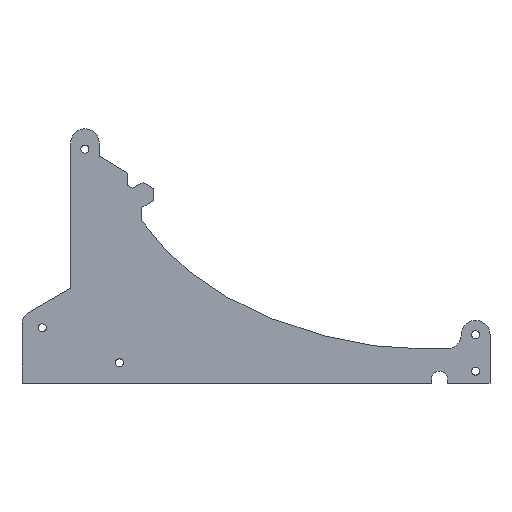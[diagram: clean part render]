
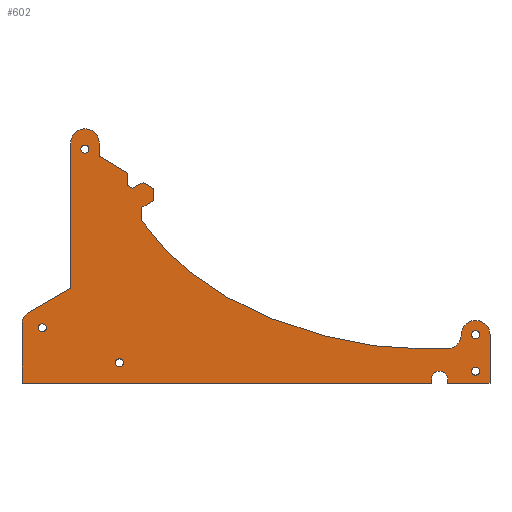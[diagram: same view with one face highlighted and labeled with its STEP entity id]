
A CAD part, top view. The second image highlights one B-rep face of the part: STEP entity #602.
In plain terms, the highlighted planar face has unit normal (0, 0, 1).
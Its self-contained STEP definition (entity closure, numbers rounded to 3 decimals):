
#16=FACE_BOUND('',#83,.T.);
#17=FACE_BOUND('',#84,.T.);
#18=FACE_BOUND('',#85,.T.);
#19=FACE_BOUND('',#86,.T.);
#20=FACE_BOUND('',#87,.T.);
#26=B_SPLINE_CURVE_WITH_KNOTS('',4,(#901,#902,#903,#904,#905),
 .UNSPECIFIED.,.F.,.F.,(5,5),(0.,0.957),.UNSPECIFIED.);
#30=PLANE('',#655);
#51=FACE_OUTER_BOUND('',#82,.T.);
#82=EDGE_LOOP('',(#427,#428,#429,#430,#431,#432,#433,#434,#435,#436,#437,
#438,#439,#440,#441,#442,#443,#444,#445,#446,#447,#448,#449,#450));
#83=EDGE_LOOP('',(#451));
#84=EDGE_LOOP('',(#452));
#85=EDGE_LOOP('',(#453));
#86=EDGE_LOOP('',(#454));
#87=EDGE_LOOP('',(#455));
#122=LINE('',#879,#187);
#125=LINE('',#885,#190);
#128=LINE('',#891,#193);
#129=LINE('',#893,#194);
#130=LINE('',#899,#195);
#131=LINE('',#907,#196);
#132=LINE('',#909,#197);
#133=LINE('',#911,#198);
#134=LINE('',#913,#199);
#135=LINE('',#915,#200);
#136=LINE('',#917,#201);
#137=LINE('',#919,#202);
#138=LINE('',#921,#203);
#139=LINE('',#923,#204);
#140=LINE('',#927,#205);
#141=LINE('',#929,#206);
#142=LINE('',#933,#207);
#143=LINE('',#934,#208);
#187=VECTOR('',#712,10.);
#190=VECTOR('',#717,10.);
#193=VECTOR('',#722,10.);
#194=VECTOR('',#723,10.);
#195=VECTOR('',#728,10.);
#196=VECTOR('',#729,10.);
#197=VECTOR('',#730,10.);
#198=VECTOR('',#731,10.);
#199=VECTOR('',#732,10.);
#200=VECTOR('',#733,10.);
#201=VECTOR('',#734,10.);
#202=VECTOR('',#735,10.);
#203=VECTOR('',#736,10.);
#204=VECTOR('',#737,10.);
#205=VECTOR('',#740,10.);
#206=VECTOR('',#741,10.);
#207=VECTOR('',#744,10.);
#208=VECTOR('',#745,10.);
#250=CIRCLE('',#651,4.);
#252=CIRCLE('',#656,7.1);
#253=CIRCLE('',#657,6.83);
#254=CIRCLE('',#658,7.);
#255=CIRCLE('',#659,7.1);
#256=CIRCLE('',#660,2.);
#257=CIRCLE('',#661,2.);
#258=CIRCLE('',#662,2.);
#259=CIRCLE('',#663,2.);
#260=CIRCLE('',#664,2.);
#270=VERTEX_POINT('',#869);
#271=VERTEX_POINT('',#870);
#274=VERTEX_POINT('',#878);
#276=VERTEX_POINT('',#884);
#278=VERTEX_POINT('',#890);
#279=VERTEX_POINT('',#892);
#280=VERTEX_POINT('',#894);
#281=VERTEX_POINT('',#896);
#282=VERTEX_POINT('',#898);
#283=VERTEX_POINT('',#900);
#284=VERTEX_POINT('',#906);
#285=VERTEX_POINT('',#908);
#286=VERTEX_POINT('',#910);
#287=VERTEX_POINT('',#912);
#288=VERTEX_POINT('',#914);
#289=VERTEX_POINT('',#916);
#290=VERTEX_POINT('',#918);
#291=VERTEX_POINT('',#920);
#292=VERTEX_POINT('',#922);
#293=VERTEX_POINT('',#924);
#294=VERTEX_POINT('',#926);
#295=VERTEX_POINT('',#928);
#296=VERTEX_POINT('',#930);
#297=VERTEX_POINT('',#932);
#298=VERTEX_POINT('',#935);
#299=VERTEX_POINT('',#937);
#300=VERTEX_POINT('',#939);
#301=VERTEX_POINT('',#941);
#302=VERTEX_POINT('',#943);
#328=EDGE_CURVE('',#270,#271,#250,.T.);
#332=EDGE_CURVE('',#271,#274,#122,.T.);
#335=EDGE_CURVE('',#276,#270,#125,.T.);
#338=EDGE_CURVE('',#274,#278,#128,.T.);
#339=EDGE_CURVE('',#278,#279,#129,.T.);
#340=EDGE_CURVE('',#279,#280,#252,.T.);
#341=EDGE_CURVE('',#280,#281,#253,.T.);
#342=EDGE_CURVE('',#281,#282,#130,.T.);
#343=EDGE_CURVE('',#282,#283,#26,.T.);
#344=EDGE_CURVE('',#283,#284,#131,.T.);
#345=EDGE_CURVE('',#284,#285,#132,.T.);
#346=EDGE_CURVE('',#285,#286,#133,.T.);
#347=EDGE_CURVE('',#286,#287,#134,.T.);
#348=EDGE_CURVE('',#287,#288,#135,.T.);
#349=EDGE_CURVE('',#288,#289,#136,.T.);
#350=EDGE_CURVE('',#289,#290,#137,.T.);
#351=EDGE_CURVE('',#290,#291,#138,.T.);
#352=EDGE_CURVE('',#291,#292,#139,.T.);
#353=EDGE_CURVE('',#292,#293,#254,.T.);
#354=EDGE_CURVE('',#293,#294,#140,.T.);
#355=EDGE_CURVE('',#294,#295,#141,.T.);
#356=EDGE_CURVE('',#295,#296,#255,.T.);
#357=EDGE_CURVE('',#296,#297,#142,.T.);
#358=EDGE_CURVE('',#297,#276,#143,.T.);
#359=EDGE_CURVE('',#298,#298,#256,.T.);
#360=EDGE_CURVE('',#299,#299,#257,.T.);
#361=EDGE_CURVE('',#300,#300,#258,.T.);
#362=EDGE_CURVE('',#301,#301,#259,.T.);
#363=EDGE_CURVE('',#302,#302,#260,.T.);
#427=ORIENTED_EDGE('',*,*,#335,.T.);
#428=ORIENTED_EDGE('',*,*,#328,.T.);
#429=ORIENTED_EDGE('',*,*,#332,.T.);
#430=ORIENTED_EDGE('',*,*,#338,.T.);
#431=ORIENTED_EDGE('',*,*,#339,.T.);
#432=ORIENTED_EDGE('',*,*,#340,.T.);
#433=ORIENTED_EDGE('',*,*,#341,.T.);
#434=ORIENTED_EDGE('',*,*,#342,.T.);
#435=ORIENTED_EDGE('',*,*,#343,.T.);
#436=ORIENTED_EDGE('',*,*,#344,.T.);
#437=ORIENTED_EDGE('',*,*,#345,.T.);
#438=ORIENTED_EDGE('',*,*,#346,.T.);
#439=ORIENTED_EDGE('',*,*,#347,.T.);
#440=ORIENTED_EDGE('',*,*,#348,.T.);
#441=ORIENTED_EDGE('',*,*,#349,.T.);
#442=ORIENTED_EDGE('',*,*,#350,.T.);
#443=ORIENTED_EDGE('',*,*,#351,.T.);
#444=ORIENTED_EDGE('',*,*,#352,.T.);
#445=ORIENTED_EDGE('',*,*,#353,.T.);
#446=ORIENTED_EDGE('',*,*,#354,.T.);
#447=ORIENTED_EDGE('',*,*,#355,.T.);
#448=ORIENTED_EDGE('',*,*,#356,.T.);
#449=ORIENTED_EDGE('',*,*,#357,.T.);
#450=ORIENTED_EDGE('',*,*,#358,.T.);
#451=ORIENTED_EDGE('',*,*,#359,.T.);
#452=ORIENTED_EDGE('',*,*,#360,.T.);
#453=ORIENTED_EDGE('',*,*,#361,.T.);
#454=ORIENTED_EDGE('',*,*,#362,.T.);
#455=ORIENTED_EDGE('',*,*,#363,.T.);
#602=ADVANCED_FACE('',(#51,#16,#17,#18,#19,#20),#30,.T.);
#651=AXIS2_PLACEMENT_3D('',#871,#704,#705);
#655=AXIS2_PLACEMENT_3D('',#889,#720,#721);
#656=AXIS2_PLACEMENT_3D('',#895,#724,#725);
#657=AXIS2_PLACEMENT_3D('',#897,#726,#727);
#658=AXIS2_PLACEMENT_3D('',#925,#738,#739);
#659=AXIS2_PLACEMENT_3D('',#931,#742,#743);
#660=AXIS2_PLACEMENT_3D('',#936,#746,#747);
#661=AXIS2_PLACEMENT_3D('',#938,#748,#749);
#662=AXIS2_PLACEMENT_3D('',#940,#750,#751);
#663=AXIS2_PLACEMENT_3D('',#942,#752,#753);
#664=AXIS2_PLACEMENT_3D('',#944,#754,#755);
#704=DIRECTION('center_axis',(0.,0.,-1.));
#705=DIRECTION('ref_axis',(-1.,0.,0.));
#712=DIRECTION('',(0.,-1.,0.));
#717=DIRECTION('',(0.,1.,0.));
#720=DIRECTION('center_axis',(0.,0.,1.));
#721=DIRECTION('ref_axis',(1.,0.,0.));
#722=DIRECTION('',(1.,0.,0.));
#723=DIRECTION('',(0.,1.,0.));
#724=DIRECTION('center_axis',(0.,0.,1.));
#725=DIRECTION('ref_axis',(1.,0.,0.));
#726=DIRECTION('center_axis',(0.,0.,-1.));
#727=DIRECTION('ref_axis',(0.,1.,0.));
#728=DIRECTION('',(-1.,0.,0.));
#729=DIRECTION('',(0.,1.,0.));
#730=DIRECTION('',(0.866,0.5,0.));
#731=DIRECTION('',(0.,1.,0.));
#732=DIRECTION('',(-0.858,0.513,0.));
#733=DIRECTION('',(-0.874,-0.486,0.));
#734=DIRECTION('',(-0.858,0.513,0.));
#735=DIRECTION('',(0.016,1.,0.));
#736=DIRECTION('',(-0.858,0.513,0.));
#737=DIRECTION('',(0.,1.,0.));
#738=DIRECTION('center_axis',(0.,0.,1.));
#739=DIRECTION('ref_axis',(1.,0.,0.));
#740=DIRECTION('',(0.,-1.,0.));
#741=DIRECTION('',(-0.866,-0.5,0.));
#742=DIRECTION('center_axis',(0.,0.,1.));
#743=DIRECTION('ref_axis',(-0.5,0.866,0.));
#744=DIRECTION('',(0.,-1.,0.));
#745=DIRECTION('',(1.,0.,0.));
#746=DIRECTION('center_axis',(0.,0.,-1.));
#747=DIRECTION('ref_axis',(-1.,0.,0.));
#748=DIRECTION('center_axis',(0.,0.,-1.));
#749=DIRECTION('ref_axis',(-1.,0.,0.));
#750=DIRECTION('center_axis',(0.,0.,-1.));
#751=DIRECTION('ref_axis',(-1.,0.,0.));
#752=DIRECTION('center_axis',(0.,0.,-1.));
#753=DIRECTION('ref_axis',(-1.,0.,0.));
#754=DIRECTION('center_axis',(0.,0.,-1.));
#755=DIRECTION('ref_axis',(-1.,0.,0.));
#869=CARTESIAN_POINT('',(-293.375,-9.843,3.));
#870=CARTESIAN_POINT('',(-285.375,-9.843,3.));
#871=CARTESIAN_POINT('Origin',(-289.375,-9.843,3.));
#878=CARTESIAN_POINT('',(-285.375,-11.843,3.));
#879=CARTESIAN_POINT('',(-285.375,19.482,3.));
#884=CARTESIAN_POINT('',(-293.375,-11.843,3.));
#885=CARTESIAN_POINT('',(-293.375,20.482,3.));
#889=CARTESIAN_POINT('Origin',(-379.815,50.808,3.));
#890=CARTESIAN_POINT('',(-264.55,-11.843,3.));
#891=CARTESIAN_POINT('',(-495.08,-11.843,3.));
#892=CARTESIAN_POINT('',(-264.55,12.,3.));
#893=CARTESIAN_POINT('',(-264.55,-11.843,3.));
#894=CARTESIAN_POINT('',(-278.75,12.,3.));
#895=CARTESIAN_POINT('Origin',(-271.65,12.,3.));
#896=CARTESIAN_POINT('',(-285.58,5.17,3.));
#897=CARTESIAN_POINT('Origin',(-285.58,12.,3.));
#898=CARTESIAN_POINT('',(-300.,5.17,3.));
#899=CARTESIAN_POINT('',(-285.58,5.17,3.));
#900=CARTESIAN_POINT('',(-436.028,68.104,3.));
#901=CARTESIAN_POINT('Ctrl Pts',(-300.,5.17,3.));
#902=CARTESIAN_POINT('Ctrl Pts',(-335.523,4.304,3.));
#903=CARTESIAN_POINT('Ctrl Pts',(-393.385,20.919,3.));
#904=CARTESIAN_POINT('Ctrl Pts',(-417.156,42.412,3.));
#905=CARTESIAN_POINT('Ctrl Pts',(-436.028,68.104,3.));
#906=CARTESIAN_POINT('',(-436.028,74.71,3.));
#907=CARTESIAN_POINT('',(-436.028,68.104,3.));
#908=CARTESIAN_POINT('',(-430.307,78.013,3.));
#909=CARTESIAN_POINT('',(-436.028,74.71,3.));
#910=CARTESIAN_POINT('',(-430.307,83.983,3.));
#911=CARTESIAN_POINT('',(-430.307,78.013,3.));
#912=CARTESIAN_POINT('',(-435.43,87.048,3.));
#913=CARTESIAN_POINT('',(-430.307,83.983,3.));
#914=CARTESIAN_POINT('',(-440.646,84.144,3.));
#915=CARTESIAN_POINT('',(-435.43,87.048,3.));
#916=CARTESIAN_POINT('',(-443.221,85.684,3.));
#917=CARTESIAN_POINT('',(-440.646,84.144,3.));
#918=CARTESIAN_POINT('',(-443.128,91.653,3.));
#919=CARTESIAN_POINT('',(-443.221,85.684,3.));
#920=CARTESIAN_POINT('',(-457.08,100.,3.));
#921=CARTESIAN_POINT('',(-443.128,91.653,3.));
#922=CARTESIAN_POINT('',(-457.08,106.459,3.));
#923=CARTESIAN_POINT('',(-457.08,100.,3.));
#924=CARTESIAN_POINT('',(-471.08,106.459,3.));
#925=CARTESIAN_POINT('Origin',(-464.08,106.459,3.));
#926=CARTESIAN_POINT('',(-471.08,35.,3.));
#927=CARTESIAN_POINT('',(-471.08,106.459,3.));
#928=CARTESIAN_POINT('',(-491.53,23.193,3.));
#929=CARTESIAN_POINT('',(-471.08,35.,3.));
#930=CARTESIAN_POINT('',(-495.08,17.044,3.));
#931=CARTESIAN_POINT('Origin',(-487.98,17.044,3.));
#932=CARTESIAN_POINT('',(-495.08,-11.843,3.));
#933=CARTESIAN_POINT('',(-495.08,17.044,3.));
#934=CARTESIAN_POINT('',(-495.08,-11.843,3.));
#935=CARTESIAN_POINT('',(-269.65,12.,3.));
#936=CARTESIAN_POINT('Origin',(-271.65,12.,3.));
#937=CARTESIAN_POINT('',(-445.08,-1.843,3.));
#938=CARTESIAN_POINT('Origin',(-447.08,-1.843,3.));
#939=CARTESIAN_POINT('',(-483.128,15.398,3.));
#940=CARTESIAN_POINT('Origin',(-485.128,15.398,3.));
#941=CARTESIAN_POINT('',(-462.08,103.459,3.));
#942=CARTESIAN_POINT('Origin',(-464.08,103.459,3.));
#943=CARTESIAN_POINT('',(-269.65,-5.922,3.));
#944=CARTESIAN_POINT('Origin',(-271.65,-5.922,3.));
